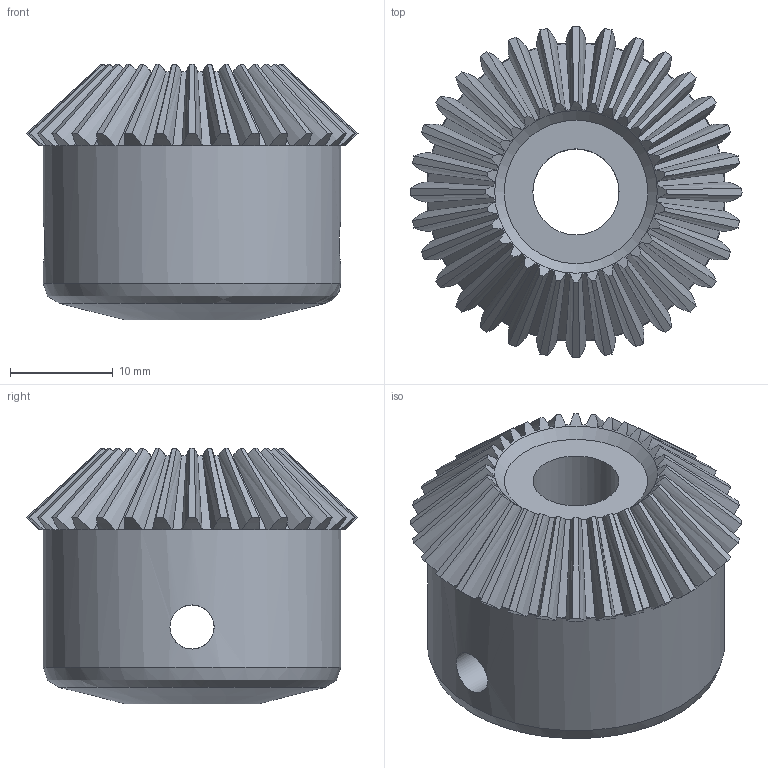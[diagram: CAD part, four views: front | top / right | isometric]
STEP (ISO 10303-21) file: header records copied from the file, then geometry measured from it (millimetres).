
FILE_DESCRIPTION(('FreeCAD Model'),'2;1');
FILE_NAME('Open CASCADE Shape Model','2022-06-06T21:08:44',('Author'),( ''),'Open CASCADE STEP processor 7.5','FreeCAD','Unknown');
FILE_SCHEMA(('AUTOMOTIVE_DESIGN { 1 0 10303 214 1 1 1 1 }'));
Length unit declared in the file: millimetre
Products named in the file (2): ConiqueA; Body007
Assembly tree (1 placements, depth 2):
  ConiqueA
    Body007
Bounding box: 32.36 x 32.36 x 24.94 mm (x, y, z)
Volume: 12358.5 mm3; surface area: 4530.7 mm2
Topology: 1 solids, 1 shells, 172 faces, 510 edges, 339 vertices
Faces by surface type: bspline 130, cone 36, cylinder 4, plane 2
Full cylindrical faces by diameter (mm): 4.3 x2, 8.4 x1, 29 x1
Entity records: 32608 total; most frequent: CARTESIAN_POINT 25520, B_SPLINE_CURVE_WITH_KNOTS 1410, ORIENTED_EDGE 1020, PCURVE 1020, DEFINITIONAL_REPRESENTATION 1020, EDGE_CURVE 510, SURFACE_CURVE 500, VERTEX_POINT 339
